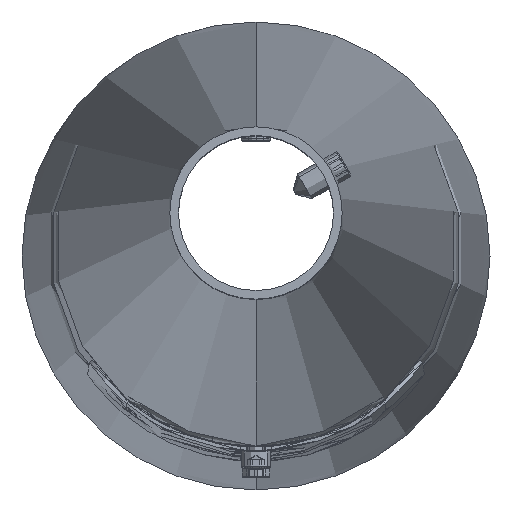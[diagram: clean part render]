
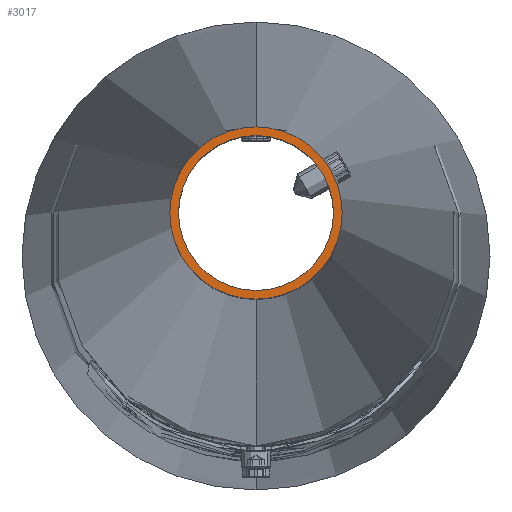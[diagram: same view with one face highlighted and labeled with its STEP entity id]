
A CAD part, top view. The second image highlights one B-rep face of the part: STEP entity #3017.
In plain terms, the highlighted face is planar.
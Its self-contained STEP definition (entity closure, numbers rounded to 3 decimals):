
#109 = CARTESIAN_POINT ( 'NONE',  ( 0., 8600., 27. ) ) ;
#249 = VERTEX_POINT ( 'NONE', #109 ) ;
#285 = DIRECTION ( 'NONE',  ( 0., -1., 0. ) ) ;
#366 = CARTESIAN_POINT ( 'NONE',  ( 0., 8600., 0. ) ) ;
#426 = CIRCLE ( 'NONE', #3168, 30. ) ;
#499 = DIRECTION ( 'NONE',  ( 0., -1., 0. ) ) ;
#635 = ORIENTED_EDGE ( 'NONE', *, *, #1083, .F. ) ;
#760 = DIRECTION ( 'NONE',  ( 0., 0., -1. ) ) ;
#785 = ORIENTED_EDGE ( 'NONE', *, *, #1319, .F. ) ;
#957 = VERTEX_POINT ( 'NONE', #3280 ) ;
#1083 = EDGE_CURVE ( 'NONE', #957, #3749, #1776, .T. ) ;
#1090 = CARTESIAN_POINT ( 'NONE',  ( 0., 8600., 30. ) ) ;
#1281 = VERTEX_POINT ( 'NONE', #2713 ) ;
#1297 = AXIS2_PLACEMENT_3D ( 'NONE', #2153, #1507, #4463 ) ;
#1319 = EDGE_CURVE ( 'NONE', #3749, #957, #426, .T. ) ;
#1507 = DIRECTION ( 'NONE',  ( 0., -1., 0. ) ) ;
#1707 = ORIENTED_EDGE ( 'NONE', *, *, #2556, .T. ) ;
#1738 = CARTESIAN_POINT ( 'NONE',  ( -30., 8600., 0. ) ) ;
#1776 = CIRCLE ( 'NONE', #1297, 30. ) ;
#2121 = FACE_BOUND ( 'NONE', #4793, .T. ) ;
#2153 = CARTESIAN_POINT ( 'NONE',  ( 0., 8600., 0. ) ) ;
#2208 = EDGE_CURVE ( 'NONE', #1281, #249, #3179, .T. ) ;
#2322 = EDGE_LOOP ( 'NONE', ( #635, #785 ) ) ;
#2459 = PLANE ( 'NONE',  #4369 ) ;
#2502 = DIRECTION ( 'NONE',  ( 0., 1., 0. ) ) ;
#2556 = EDGE_CURVE ( 'NONE', #249, #1281, #3262, .T. ) ;
#2665 = DIRECTION ( 'NONE',  ( 0., 0., -1. ) ) ;
#2713 = CARTESIAN_POINT ( 'NONE',  ( 0., 8600., -27. ) ) ;
#2869 = AXIS2_PLACEMENT_3D ( 'NONE', #366, #4157, #760 ) ;
#3017 = ADVANCED_FACE ( 'NONE', ( #2121, #3616 ), #2459, .T. ) ;
#3168 = AXIS2_PLACEMENT_3D ( 'NONE', #4219, #499, #2665 ) ;
#3179 = CIRCLE ( 'NONE', #2869, 27. ) ;
#3262 = CIRCLE ( 'NONE', #4044, 27. ) ;
#3280 = CARTESIAN_POINT ( 'NONE',  ( 0., 8600., -30. ) ) ;
#3616 = FACE_OUTER_BOUND ( 'NONE', #2322, .T. ) ;
#3649 = CARTESIAN_POINT ( 'NONE',  ( 0., 8600., 0. ) ) ;
#3749 = VERTEX_POINT ( 'NONE', #1090 ) ;
#3777 = ORIENTED_EDGE ( 'NONE', *, *, #2208, .T. ) ;
#4044 = AXIS2_PLACEMENT_3D ( 'NONE', #3649, #285, #4098 ) ;
#4098 = DIRECTION ( 'NONE',  ( 0., 0., -1. ) ) ;
#4157 = DIRECTION ( 'NONE',  ( 0., -1., 0. ) ) ;
#4219 = CARTESIAN_POINT ( 'NONE',  ( 0., 8600., 0. ) ) ;
#4311 = DIRECTION ( 'NONE',  ( 0., 0., 1. ) ) ;
#4369 = AXIS2_PLACEMENT_3D ( 'NONE', #1738, #2502, #4311 ) ;
#4463 = DIRECTION ( 'NONE',  ( 0., 0., -1. ) ) ;
#4793 = EDGE_LOOP ( 'NONE', ( #3777, #1707 ) ) ;
